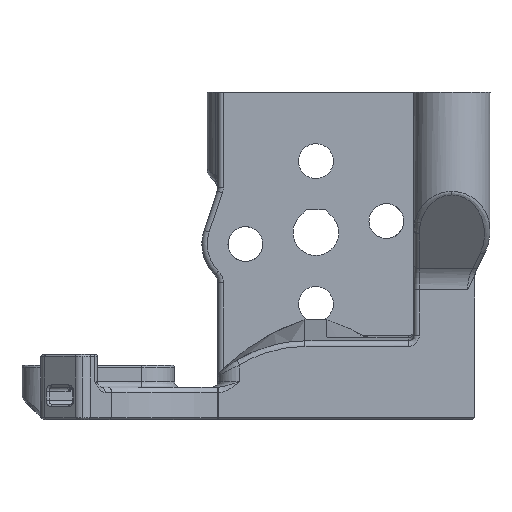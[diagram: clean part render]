
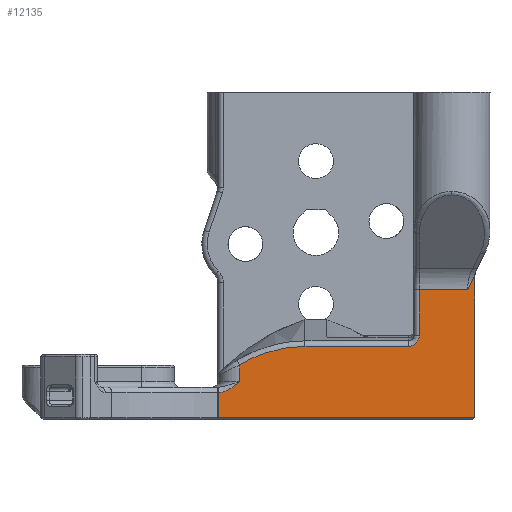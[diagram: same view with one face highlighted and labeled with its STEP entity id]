
A CAD part, front view. The second image highlights one B-rep face of the part: STEP entity #12135.
In plain terms, the highlighted planar face has unit normal (0, -1, 0).
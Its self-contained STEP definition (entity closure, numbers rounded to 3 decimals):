
#103 = CARTESIAN_POINT ( 'NONE',  ( -8.975, -37.4, -14.7 ) ) ;
#154 = LINE ( 'NONE', #8359, #2005 ) ;
#477 = CARTESIAN_POINT ( 'NONE',  ( 8.5, -37.4, -10.449 ) ) ;
#527 = ORIENTED_EDGE ( 'NONE', *, *, #910, .T. ) ;
#708 = CARTESIAN_POINT ( 'NONE',  ( -0.998, -37.4, -10.449 ) ) ;
#882 = CARTESIAN_POINT ( 'NONE',  ( -8.599, -37.4, -14.66 ) ) ;
#910 = EDGE_CURVE ( 'NONE', #11421, #12716, #7371, .T. ) ;
#1069 = CARTESIAN_POINT ( 'NONE',  ( -0.998, -37.4, -10.449 ) ) ;
#1105 = EDGE_CURVE ( 'NONE', #6952, #9731, #154, .T. ) ;
#1132 = CARTESIAN_POINT ( 'NONE',  ( -4.611, -37.4, -11.037 ) ) ;
#1242 = VECTOR ( 'NONE', #5357, 1000. ) ;
#1415 = VERTEX_POINT ( 'NONE', #4823 ) ;
#1599 = VERTEX_POINT ( 'NONE', #12414 ) ;
#1651 = AXIS2_PLACEMENT_3D ( 'NONE', #10022, #1962, #7101 ) ;
#1663 = DIRECTION ( 'NONE',  ( -1., 0., 0. ) ) ;
#1870 =( BOUNDED_CURVE ( )  B_SPLINE_CURVE ( 3, ( #2094, #4328, #10570, #10501 ),
 .UNSPECIFIED., .F., .F. ) 
 B_SPLINE_CURVE_WITH_KNOTS ( ( 4, 4 ),
 ( 1.571, 3.142 ),
 .UNSPECIFIED. ) 
 CURVE ( )  GEOMETRIC_REPRESENTATION_ITEM ( )  RATIONAL_B_SPLINE_CURVE ( ( 1., 0.805, 0.805, 1. ) ) 
 REPRESENTATION_ITEM ( '' )  );
#1887 = CARTESIAN_POINT ( 'NONE',  ( 14.179, -37.4, -4.72 ) ) ;
#1906 = CARTESIAN_POINT ( 'NONE',  ( -7.292, -37.4, -13.938 ) ) ;
#1962 = DIRECTION ( 'NONE',  ( 0., 1., 0. ) ) ;
#2005 = VECTOR ( 'NONE', #5510, 1000. ) ;
#2094 = CARTESIAN_POINT ( 'NONE',  ( 9.5, -37.4, -9.444 ) ) ;
#2173 = CARTESIAN_POINT ( 'NONE',  ( -7., -37.4, -14.2 ) ) ;
#2237 = VECTOR ( 'NONE', #9967, 1000. ) ;
#2733 = EDGE_LOOP ( 'NONE', ( #10295, #6849, #8858, #9823, #7417, #527, #3488, #10680, #10464, #7969, #6826, #9864 ) ) ;
#2991 = CARTESIAN_POINT ( 'NONE',  ( -8.072, -37.4, -14.461 ) ) ;
#3177 = LINE ( 'NONE', #8321, #9831 ) ;
#3272 = B_SPLINE_CURVE_WITH_KNOTS ( 'NONE', 3,
 ( #8604, #12749, #6958, #1887, #8045, #6768 ),
 .UNSPECIFIED., .F., .F.,
 ( 4, 2, 4 ),
 ( 0., 0.001, 0.002 ),
 .UNSPECIFIED. ) ;
#3285 = VERTEX_POINT ( 'NONE', #11866 ) ;
#3488 = ORIENTED_EDGE ( 'NONE', *, *, #9996, .T. ) ;
#3902 = LINE ( 'NONE', #11160, #6033 ) ;
#3943 = VERTEX_POINT ( 'NONE', #8518 ) ;
#4158 = DIRECTION ( 'NONE',  ( 0., 0., -1. ) ) ;
#4328 = CARTESIAN_POINT ( 'NONE',  ( 9.5, -37.4, -10.033 ) ) ;
#4363 = EDGE_CURVE ( 'NONE', #10538, #7440, #8743, .T. ) ;
#4801 = EDGE_CURVE ( 'NONE', #1599, #6952, #1870, .T. ) ;
#4823 = CARTESIAN_POINT ( 'NONE',  ( -8.975, -37.4, -17. ) ) ;
#4935 = PLANE ( 'NONE',  #1651 ) ;
#5015 = CARTESIAN_POINT ( 'NONE',  ( -8.785, -37.4, -14.697 ) ) ;
#5204 = CARTESIAN_POINT ( 'NONE',  ( -6.078, -37.4, -11.636 ) ) ;
#5357 = DIRECTION ( 'NONE',  ( 0., 0., -1. ) ) ;
#5438 = CARTESIAN_POINT ( 'NONE',  ( -7., -37.4, -13.7 ) ) ;
#5510 = DIRECTION ( 'NONE',  ( -1., 0., 0. ) ) ;
#5545 = CARTESIAN_POINT ( 'NONE',  ( 14.6, -37.4, -4.07 ) ) ;
#5721 = CARTESIAN_POINT ( 'NONE',  ( -9., -37.4, -5.238 ) ) ;
#6033 = VECTOR ( 'NONE', #4158, 1000. ) ;
#6038 = CARTESIAN_POINT ( 'NONE',  ( -7., -37.4, -13.7 ) ) ;
#6293 = CARTESIAN_POINT ( 'NONE',  ( -7., -37.4, -12.153 ) ) ;
#6473 = CARTESIAN_POINT ( 'NONE',  ( 14.67, -37.4, -3.693 ) ) ;
#6589 = VECTOR ( 'NONE', #1663, 1000. ) ;
#6768 = CARTESIAN_POINT ( 'NONE',  ( 13.943, -37.4, -5.238 ) ) ;
#6826 = ORIENTED_EDGE ( 'NONE', *, *, #1105, .T. ) ;
#6849 = ORIENTED_EDGE ( 'NONE', *, *, #4363, .T. ) ;
#6952 = VERTEX_POINT ( 'NONE', #477 ) ;
#6958 = CARTESIAN_POINT ( 'NONE',  ( 14.437, -37.4, -4.212 ) ) ;
#7031 = EDGE_CURVE ( 'NONE', #7904, #1599, #3177, .T. ) ;
#7101 = DIRECTION ( 'NONE',  ( -1., 0., 0. ) ) ;
#7120 = CARTESIAN_POINT ( 'NONE',  ( -8.975, -37.4, -14.7 ) ) ;
#7135 = EDGE_CURVE ( 'NONE', #9731, #3943, #7462, .T. ) ;
#7245 = LINE ( 'NONE', #12406, #7759 ) ;
#7306 = CARTESIAN_POINT ( 'NONE',  ( -5.112, -37.4, -11.216 ) ) ;
#7371 = B_SPLINE_CURVE_WITH_KNOTS ( 'NONE', 3,
 ( #5545, #12989, #11021, #9693 ),
 .UNSPECIFIED., .F., .F.,
 ( 4, 4 ),
 ( 0., 0. ),
 .UNSPECIFIED. ) ;
#7417 = ORIENTED_EDGE ( 'NONE', *, *, #10940, .F. ) ;
#7440 = VERTEX_POINT ( 'NONE', #103 ) ;
#7462 = B_SPLINE_CURVE_WITH_KNOTS ( 'NONE', 3,
 ( #1069, #11319, #10368, #1132, #7306, #5204, #10171, #6293 ),
 .UNSPECIFIED., .F., .F.,
 ( 4, 2, 2, 4 ),
 ( 0., 0.003, 0.005, 0.006 ),
 .UNSPECIFIED. ) ;
#7558 = EDGE_CURVE ( 'NONE', #3285, #7904, #10954, .T. ) ;
#7759 = VECTOR ( 'NONE', #11332, 1000. ) ;
#7904 = VERTEX_POINT ( 'NONE', #9844 ) ;
#7948 = EDGE_CURVE ( 'NONE', #1415, #11082, #12133, .T. ) ;
#7969 = ORIENTED_EDGE ( 'NONE', *, *, #4801, .T. ) ;
#8045 = CARTESIAN_POINT ( 'NONE',  ( 14.051, -37.4, -4.975 ) ) ;
#8264 = LINE ( 'NONE', #2173, #1242 ) ;
#8321 = CARTESIAN_POINT ( 'NONE',  ( 9.5, -37.4, -10. ) ) ;
#8359 = CARTESIAN_POINT ( 'NONE',  ( -9., -37.4, -10.449 ) ) ;
#8518 = CARTESIAN_POINT ( 'NONE',  ( -7., -37.4, -12.153 ) ) ;
#8604 = CARTESIAN_POINT ( 'NONE',  ( 14.67, -37.4, -3.693 ) ) ;
#8743 = B_SPLINE_CURVE_WITH_KNOTS ( 'NONE', 3,
 ( #6038, #1906, #10184, #2991, #9233, #882, #5015, #7120 ),
 .UNSPECIFIED., .F., .F.,
 ( 4, 2, 2, 4 ),
 ( 0., 0.001, 0.002, 0.002 ),
 .UNSPECIFIED. ) ;
#8785 = EDGE_CURVE ( 'NONE', #7440, #1415, #3902, .T. ) ;
#8858 = ORIENTED_EDGE ( 'NONE', *, *, #8785, .T. ) ;
#9233 = CARTESIAN_POINT ( 'NONE',  ( -8.241, -37.4, -14.541 ) ) ;
#9261 = CARTESIAN_POINT ( 'NONE',  ( 14.6, -37.4, -4.07 ) ) ;
#9478 = CARTESIAN_POINT ( 'NONE',  ( 14.6, -37.4, -17. ) ) ;
#9693 = CARTESIAN_POINT ( 'NONE',  ( 14.67, -37.4, -3.693 ) ) ;
#9731 = VERTEX_POINT ( 'NONE', #708 ) ;
#9823 = ORIENTED_EDGE ( 'NONE', *, *, #7948, .T. ) ;
#9831 = VECTOR ( 'NONE', #10231, 1000. ) ;
#9844 = CARTESIAN_POINT ( 'NONE',  ( 9.5, -37.4, -5.238 ) ) ;
#9864 = ORIENTED_EDGE ( 'NONE', *, *, #7135, .T. ) ;
#9967 = DIRECTION ( 'NONE',  ( 1., 0., 0. ) ) ;
#9996 = EDGE_CURVE ( 'NONE', #12716, #3285, #3272, .T. ) ;
#10022 = CARTESIAN_POINT ( 'NONE',  ( -9., -37.4, -10. ) ) ;
#10171 = CARTESIAN_POINT ( 'NONE',  ( -6.547, -37.4, -11.878 ) ) ;
#10175 = CARTESIAN_POINT ( 'NONE',  ( -9., -37.4, -17. ) ) ;
#10184 = CARTESIAN_POINT ( 'NONE',  ( -7.586, -37.4, -14.178 ) ) ;
#10231 = DIRECTION ( 'NONE',  ( 0., 0., -1. ) ) ;
#10295 = ORIENTED_EDGE ( 'NONE', *, *, #10909, .T. ) ;
#10368 = CARTESIAN_POINT ( 'NONE',  ( -3.093, -37.4, -10.608 ) ) ;
#10464 = ORIENTED_EDGE ( 'NONE', *, *, #7031, .T. ) ;
#10501 = CARTESIAN_POINT ( 'NONE',  ( 8.5, -37.4, -10.449 ) ) ;
#10538 = VERTEX_POINT ( 'NONE', #5438 ) ;
#10570 = CARTESIAN_POINT ( 'NONE',  ( 9.086, -37.4, -10.449 ) ) ;
#10680 = ORIENTED_EDGE ( 'NONE', *, *, #7558, .T. ) ;
#10909 = EDGE_CURVE ( 'NONE', #3943, #10538, #8264, .T. ) ;
#10940 = EDGE_CURVE ( 'NONE', #11421, #11082, #7245, .T. ) ;
#10954 = LINE ( 'NONE', #5721, #6589 ) ;
#11021 = CARTESIAN_POINT ( 'NONE',  ( 14.624, -37.4, -3.814 ) ) ;
#11082 = VERTEX_POINT ( 'NONE', #9478 ) ;
#11160 = CARTESIAN_POINT ( 'NONE',  ( -8.975, -37.4, -10. ) ) ;
#11189 = FACE_OUTER_BOUND ( 'NONE', #2733, .T. ) ;
#11319 = CARTESIAN_POINT ( 'NONE',  ( -2.057, -37.4, -10.458 ) ) ;
#11332 = DIRECTION ( 'NONE',  ( 0., 0., -1. ) ) ;
#11421 = VERTEX_POINT ( 'NONE', #9261 ) ;
#11866 = CARTESIAN_POINT ( 'NONE',  ( 13.943, -37.4, -5.238 ) ) ;
#12133 = LINE ( 'NONE', #10175, #2237 ) ;
#12135 = ADVANCED_FACE ( 'NONE', ( #11189 ), #4935, .F. ) ;
#12406 = CARTESIAN_POINT ( 'NONE',  ( 14.6, -37.4, 12.9 ) ) ;
#12414 = CARTESIAN_POINT ( 'NONE',  ( 9.5, -37.4, -9.444 ) ) ;
#12716 = VERTEX_POINT ( 'NONE', #6473 ) ;
#12749 = CARTESIAN_POINT ( 'NONE',  ( 14.568, -37.4, -3.959 ) ) ;
#12989 = CARTESIAN_POINT ( 'NONE',  ( 14.6, -37.4, -3.94 ) ) ;
